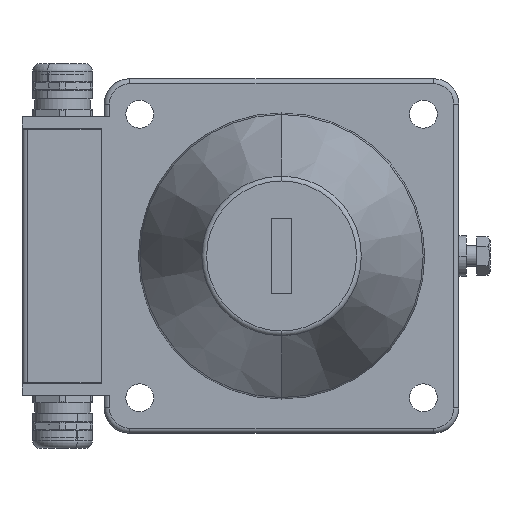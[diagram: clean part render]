
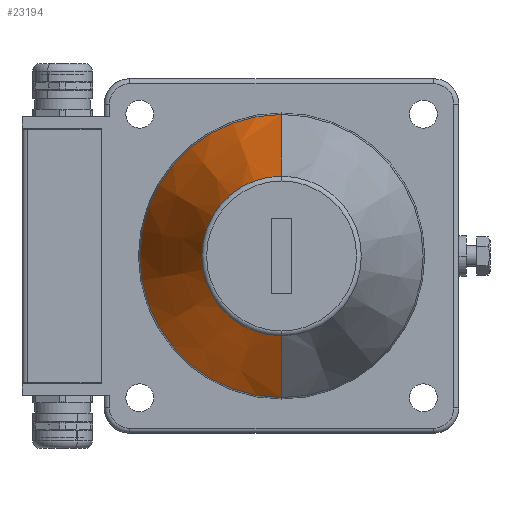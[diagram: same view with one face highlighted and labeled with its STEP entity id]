
A CAD part, left-side view. The second image highlights one B-rep face of the part: STEP entity #23194.
In plain terms, the highlighted conical face has half-angle 20 degrees and reference radius 56.5 mm.
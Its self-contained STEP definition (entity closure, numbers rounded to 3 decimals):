
#55 = LINE ( 'NONE', #21018, #6828 ) ;
#74 = ORIENTED_EDGE ( 'NONE', *, *, #15109, .T. ) ;
#1649 = FACE_OUTER_BOUND ( 'NONE', #17102, .T. ) ;
#2408 = AXIS2_PLACEMENT_3D ( 'NONE', #21610, #33740, #6432 ) ;
#3621 = CONICAL_SURFACE ( 'NONE', #21470, 56.5, 0.349 ) ;
#3675 = CIRCLE ( 'NONE', #2408, 31.501 ) ;
#5638 = DIRECTION ( 'NONE',  ( -1., 0., 0. ) ) ;
#6432 = DIRECTION ( 'NONE',  ( 0., 0., -1. ) ) ;
#6648 = VERTEX_POINT ( 'NONE', #32820 ) ;
#6828 = VECTOR ( 'NONE', #21206, 1000. ) ;
#7796 = CARTESIAN_POINT ( 'NONE',  ( -455.075, 1.241, 364.704 ) ) ;
#9389 = CARTESIAN_POINT ( 'NONE',  ( -523.759, 1.241, 396.206 ) ) ;
#9627 = CARTESIAN_POINT ( 'NONE',  ( -456.732, 1.241, 364.704 ) ) ;
#10102 = VERTEX_POINT ( 'NONE', #9389 ) ;
#12181 = VERTEX_POINT ( 'NONE', #21789 ) ;
#13180 = VECTOR ( 'NONE', #16850, 1000. ) ;
#14037 = VERTEX_POINT ( 'NONE', #23840 ) ;
#14580 = EDGE_CURVE ( 'NONE', #6648, #14037, #36623, .T. ) ;
#15109 = EDGE_CURVE ( 'NONE', #10102, #6648, #22692, .T. ) ;
#15166 = DIRECTION ( 'NONE',  ( 0., 0., 1. ) ) ;
#16850 = DIRECTION ( 'NONE',  ( 0.94, 0., 0.342 ) ) ;
#17102 = EDGE_LOOP ( 'NONE', ( #36371, #32490, #74, #24076 ) ) ;
#21018 = CARTESIAN_POINT ( 'NONE',  ( -455.075, 1.241, 308.204 ) ) ;
#21206 = DIRECTION ( 'NONE',  ( 0.94, 0., -0.342 ) ) ;
#21470 = AXIS2_PLACEMENT_3D ( 'NONE', #7796, #22096, #36819 ) ;
#21610 = CARTESIAN_POINT ( 'NONE',  ( -523.759, 1.241, 364.704 ) ) ;
#21789 = CARTESIAN_POINT ( 'NONE',  ( -523.759, 1.241, 333.203 ) ) ;
#22096 = DIRECTION ( 'NONE',  ( 1., 0., 0. ) ) ;
#22692 = LINE ( 'NONE', #26447, #13180 ) ;
#23194 = ADVANCED_FACE ( 'NONE', ( #1649 ), #3621, .T. ) ;
#23683 = EDGE_CURVE ( 'NONE', #12181, #10102, #3675, .T. ) ;
#23840 = CARTESIAN_POINT ( 'NONE',  ( -456.732, 1.241, 308.808 ) ) ;
#24076 = ORIENTED_EDGE ( 'NONE', *, *, #14580, .T. ) ;
#26447 = CARTESIAN_POINT ( 'NONE',  ( -455.075, 1.241, 421.204 ) ) ;
#32490 = ORIENTED_EDGE ( 'NONE', *, *, #23683, .T. ) ;
#32820 = CARTESIAN_POINT ( 'NONE',  ( -456.732, 1.241, 420.601 ) ) ;
#33155 = EDGE_CURVE ( 'NONE', #12181, #14037, #55, .T. ) ;
#33740 = DIRECTION ( 'NONE',  ( 1., 0., 0. ) ) ;
#36371 = ORIENTED_EDGE ( 'NONE', *, *, #33155, .F. ) ;
#36623 = CIRCLE ( 'NONE', #37874, 55.897 ) ;
#36819 = DIRECTION ( 'NONE',  ( 0., 0., 1. ) ) ;
#37874 = AXIS2_PLACEMENT_3D ( 'NONE', #9627, #5638, #15166 ) ;
